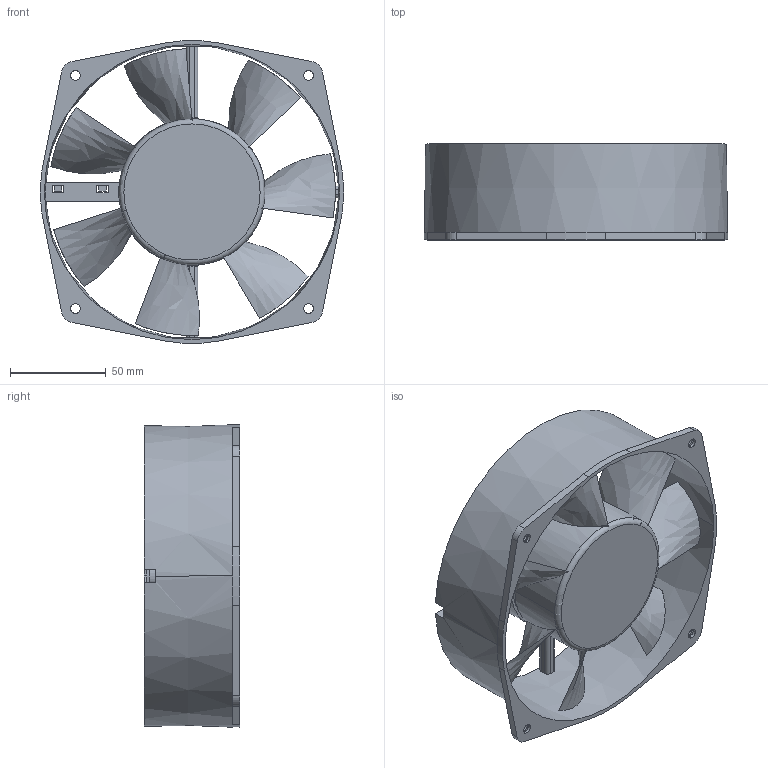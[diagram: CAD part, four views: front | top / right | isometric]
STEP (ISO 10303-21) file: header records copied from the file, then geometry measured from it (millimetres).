
FILE_DESCRIPTION((''),'2;1');
FILE_NAME('ASM0016_ASM','2025-01-14T18:23:53',('Administrator'),(''),'CREO PARAMETRIC BY PTC INC, 2019010','CREO PARAMETRIC BY PTC INC, 2019010','');
FILE_SCHEMA(('CONFIG_CONTROL_DESIGN'));
Length unit declared in the file: millimetre
Products named in the file (3): PRT0040; PRT0041; ASM0016_ASM
Assembly tree (2 placements, depth 2):
  ASM0016_ASM
    PRT0040
    PRT0041
Bounding box: 158 x 50 x 157.66 mm (x, y, z)
Volume: 182133.9 mm3; surface area: 123588.6 mm2
Topology: 2 solids, 3 shells, 202 faces, 534 edges, 348 vertices
Faces by surface type: cylinder 77, plane 72, bspline 36, torus 9, cone 8
Entity records: 8836 total; most frequent: CARTESIAN_POINT 3837, ORIENTED_EDGE 1066, DIRECTION 972, EDGE_CURVE 534, AXIS2_PLACEMENT_3D 379, VERTEX_POINT 348, EDGE_LOOP 237, VECTOR 214
